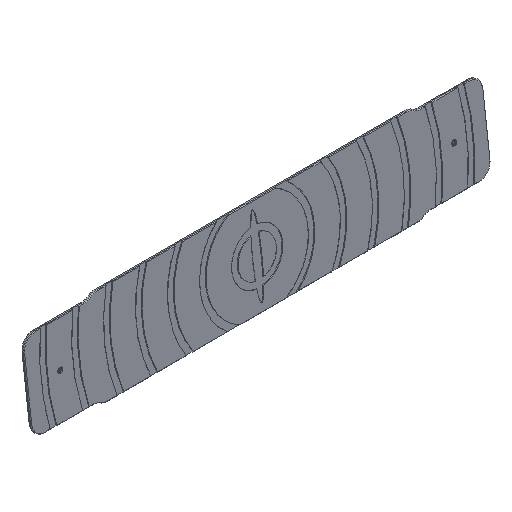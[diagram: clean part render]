
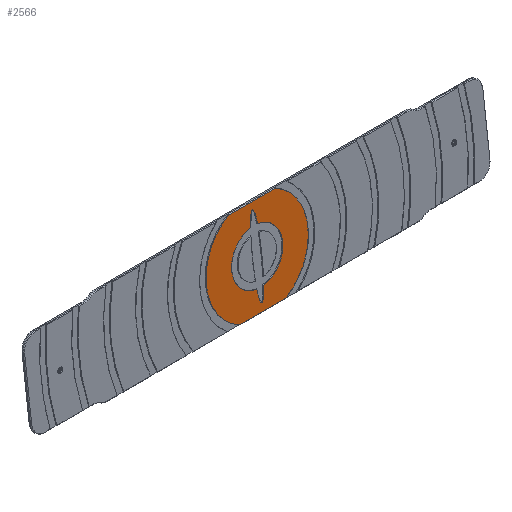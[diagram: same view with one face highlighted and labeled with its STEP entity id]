
A CAD part, isometric view. The second image highlights one B-rep face of the part: STEP entity #2566.
In plain terms, the highlighted planar face has unit normal (0, -0.993, 0.122).
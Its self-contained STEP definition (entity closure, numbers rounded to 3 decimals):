
#20=FACE_BOUND('',#380,.T.);
#76=ELLIPSE('',#2778,30.,3.6);
#77=ELLIPSE('',#2780,30.,3.6);
#131=PLANE('',#2775);
#227=FACE_OUTER_BOUND('',#379,.T.);
#379=EDGE_LOOP('',(#1955,#1956,#1957,#1958));
#380=EDGE_LOOP('',(#1959,#1960,#1961,#1962));
#626=LINE('',#4215,#850);
#627=LINE('',#4221,#851);
#850=VECTOR('',#3314,10.);
#851=VECTOR('',#3321,10.);
#978=CIRCLE('',#2776,40.);
#979=CIRCLE('',#2777,40.);
#980=CIRCLE('',#2779,20.);
#981=CIRCLE('',#2781,20.);
#1197=VERTEX_POINT('',#4212);
#1198=VERTEX_POINT('',#4214);
#1199=VERTEX_POINT('',#4218);
#1200=VERTEX_POINT('',#4220);
#1201=VERTEX_POINT('',#4223);
#1202=VERTEX_POINT('',#4224);
#1203=VERTEX_POINT('',#4226);
#1204=VERTEX_POINT('',#4228);
#1489=EDGE_CURVE('',#1197,#1198,#626,.T.);
#1491=EDGE_CURVE('',#1197,#1199,#978,.T.);
#1492=EDGE_CURVE('',#1200,#1199,#627,.T.);
#1493=EDGE_CURVE('',#1200,#1198,#979,.T.);
#1494=EDGE_CURVE('',#1201,#1202,#76,.T.);
#1495=EDGE_CURVE('',#1202,#1203,#980,.T.);
#1496=EDGE_CURVE('',#1203,#1204,#77,.T.);
#1497=EDGE_CURVE('',#1204,#1201,#981,.T.);
#1955=ORIENTED_EDGE('',*,*,#1489,.F.);
#1956=ORIENTED_EDGE('',*,*,#1491,.T.);
#1957=ORIENTED_EDGE('',*,*,#1492,.F.);
#1958=ORIENTED_EDGE('',*,*,#1493,.T.);
#1959=ORIENTED_EDGE('',*,*,#1494,.T.);
#1960=ORIENTED_EDGE('',*,*,#1495,.T.);
#1961=ORIENTED_EDGE('',*,*,#1496,.T.);
#1962=ORIENTED_EDGE('',*,*,#1497,.T.);
#2566=ADVANCED_FACE('',(#227,#20),#131,.F.);
#2775=AXIS2_PLACEMENT_3D('',#4217,#3317,#3318);
#2776=AXIS2_PLACEMENT_3D('',#4219,#3319,#3320);
#2777=AXIS2_PLACEMENT_3D('',#4222,#3322,#3323);
#2778=AXIS2_PLACEMENT_3D('',#4225,#3324,#3325);
#2779=AXIS2_PLACEMENT_3D('',#4227,#3326,#3327);
#2780=AXIS2_PLACEMENT_3D('',#4229,#3328,#3329);
#2781=AXIS2_PLACEMENT_3D('',#4230,#3330,#3331);
#3314=DIRECTION('',(-1.,0.,0.));
#3317=DIRECTION('center_axis',(0.,0.993,-0.122));
#3318=DIRECTION('ref_axis',(0.,0.122,0.993));
#3319=DIRECTION('center_axis',(0.,-0.993,0.122));
#3320=DIRECTION('ref_axis',(1.,0.,0.));
#3321=DIRECTION('',(1.,0.,0.));
#3322=DIRECTION('center_axis',(0.,-0.993,0.122));
#3323=DIRECTION('ref_axis',(1.,0.,0.));
#3324=DIRECTION('center_axis',(0.,0.993,-0.122));
#3325=DIRECTION('ref_axis',(0.,0.122,0.993));
#3326=DIRECTION('center_axis',(0.,0.993,-0.122));
#3327=DIRECTION('ref_axis',(1.,0.,0.));
#3328=DIRECTION('center_axis',(0.,0.993,-0.122));
#3329=DIRECTION('ref_axis',(0.,0.122,0.993));
#3330=DIRECTION('center_axis',(0.,0.993,-0.122));
#3331=DIRECTION('ref_axis',(1.,0.,0.));
#4212=CARTESIAN_POINT('',(213.772,-22.312,15.197));
#4214=CARTESIAN_POINT('',(176.753,-22.312,15.197));
#4215=CARTESIAN_POINT('',(134.252,-22.312,15.197));
#4217=CARTESIAN_POINT('Origin',(195.263,-17.99,50.392));
#4218=CARTESIAN_POINT('',(213.772,-13.669,85.588));
#4219=CARTESIAN_POINT('Origin',(195.263,-17.99,50.392));
#4220=CARTESIAN_POINT('',(176.753,-13.669,85.588));
#4221=CARTESIAN_POINT('',(256.273,-13.669,85.588));
#4222=CARTESIAN_POINT('Origin',(195.263,-17.99,50.392));
#4223=CARTESIAN_POINT('',(197.965,-20.405,30.723));
#4224=CARTESIAN_POINT('',(192.56,-20.405,30.723));
#4225=CARTESIAN_POINT('Origin',(195.263,-17.99,50.392));
#4226=CARTESIAN_POINT('',(192.56,-15.575,70.061));
#4227=CARTESIAN_POINT('Origin',(195.263,-17.99,50.392));
#4228=CARTESIAN_POINT('',(197.965,-15.575,70.061));
#4229=CARTESIAN_POINT('Origin',(195.263,-17.99,50.392));
#4230=CARTESIAN_POINT('Origin',(195.263,-17.99,50.392));
